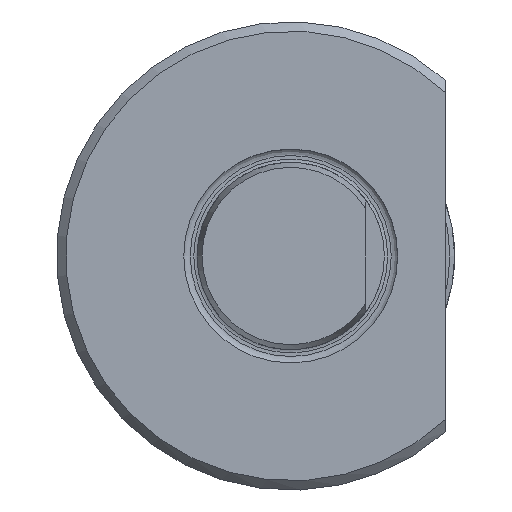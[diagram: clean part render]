
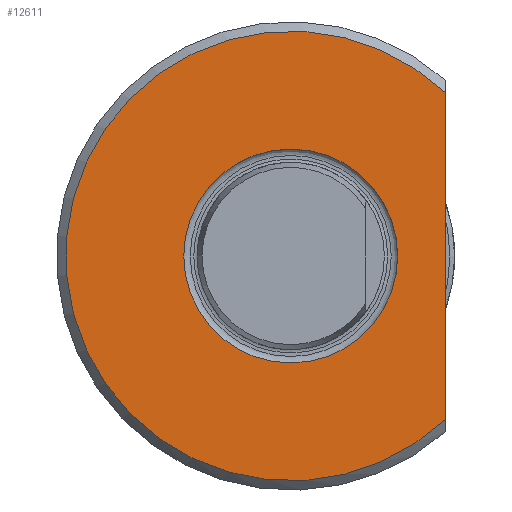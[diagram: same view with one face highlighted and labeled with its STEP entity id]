
A CAD part, front view. The second image highlights one B-rep face of the part: STEP entity #12611.
In plain terms, the highlighted planar face has unit normal (0, -1, 0).
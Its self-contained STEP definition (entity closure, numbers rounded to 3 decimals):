
#158 = CIRCLE ( 'NONE', #11092, 24. ) ;
#327 = VERTEX_POINT ( 'NONE', #13037 ) ;
#399 = AXIS2_PLACEMENT_3D ( 'NONE', #6191, #10566, #8671 ) ;
#890 = ORIENTED_EDGE ( 'NONE', *, *, #8282, .F. ) ;
#1172 = LINE ( 'NONE', #5430, #9928 ) ;
#1224 = CARTESIAN_POINT ( 'NONE',  ( 11.419, 0., 0. ) ) ;
#1308 = DIRECTION ( 'NONE',  ( 1., 0., 0. ) ) ;
#2966 = PLANE ( 'NONE',  #399 ) ;
#5377 = VERTEX_POINT ( 'NONE', #5979 ) ;
#5430 = CARTESIAN_POINT ( 'NONE',  ( 16.5, 0., 0. ) ) ;
#5979 = CARTESIAN_POINT ( 'NONE',  ( 16.5, 0., -17.428 ) ) ;
#6004 = ORIENTED_EDGE ( 'NONE', *, *, #12167, .F. ) ;
#6191 = CARTESIAN_POINT ( 'NONE',  ( -11.55, 0., 0. ) ) ;
#6413 = EDGE_LOOP ( 'NONE', ( #890 ) ) ;
#6915 = ORIENTED_EDGE ( 'NONE', *, *, #10684, .F. ) ;
#6973 = DIRECTION ( 'NONE',  ( 0., -1., 0. ) ) ;
#8136 = CARTESIAN_POINT ( 'NONE',  ( 0., 0., 0. ) ) ;
#8282 = EDGE_CURVE ( 'NONE', #10984, #10984, #8674, .T. ) ;
#8400 = DIRECTION ( 'NONE',  ( -1., 0., 0. ) ) ;
#8671 = DIRECTION ( 'NONE',  ( 1., 0., 0. ) ) ;
#8674 = CIRCLE ( 'NONE', #13056, 11.419 ) ;
#9928 = VECTOR ( 'NONE', #12956, 1000. ) ;
#10386 = DIRECTION ( 'NONE',  ( 0., 1., 0. ) ) ;
#10566 = DIRECTION ( 'NONE',  ( 0., -1., 0. ) ) ;
#10684 = EDGE_CURVE ( 'NONE', #327, #5377, #1172, .T. ) ;
#10984 = VERTEX_POINT ( 'NONE', #1224 ) ;
#11092 = AXIS2_PLACEMENT_3D ( 'NONE', #8136, #10386, #8400 ) ;
#11147 = EDGE_LOOP ( 'NONE', ( #6915, #6004 ) ) ;
#11720 = FACE_BOUND ( 'NONE', #6413, .T. ) ;
#12167 = EDGE_CURVE ( 'NONE', #5377, #327, #158, .T. ) ;
#12611 = ADVANCED_FACE ( 'Defeature completata1_10', ( #13808, #11720 ), #2966, .T. ) ;
#12956 = DIRECTION ( 'NONE',  ( 0., 0., -1. ) ) ;
#13037 = CARTESIAN_POINT ( 'NONE',  ( 16.5, 0., 17.428 ) ) ;
#13056 = AXIS2_PLACEMENT_3D ( 'NONE', #13383, #6973, #1308 ) ;
#13383 = CARTESIAN_POINT ( 'NONE',  ( 0., 0., 0. ) ) ;
#13808 = FACE_OUTER_BOUND ( 'NONE', #11147, .T. ) ;
